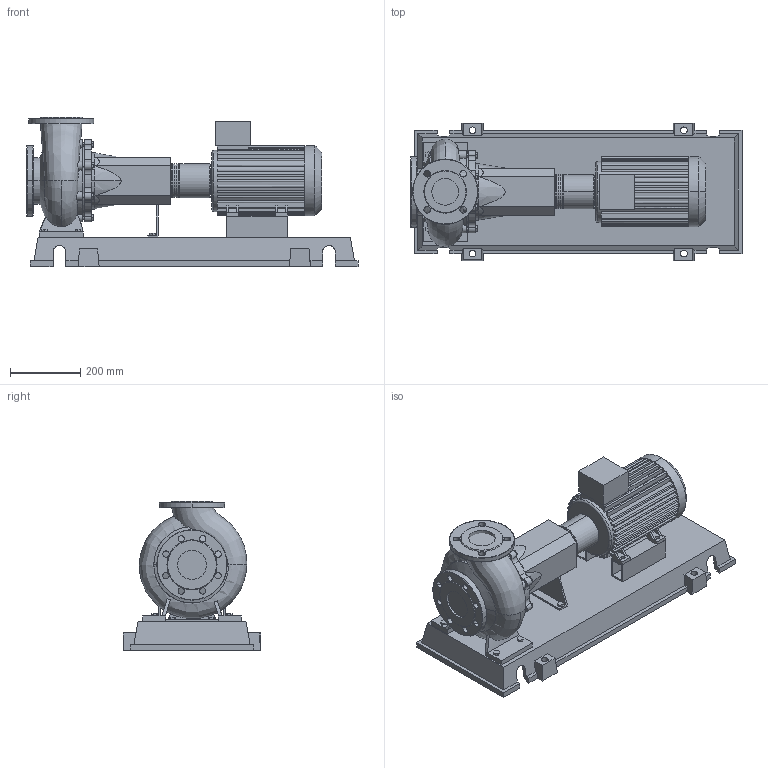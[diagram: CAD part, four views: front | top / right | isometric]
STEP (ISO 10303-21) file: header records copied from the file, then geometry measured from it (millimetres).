
FILE_DESCRIPTION((''),'2;1');
FILE_NAME('3d_NL65_125-3-2-05-4109140.stp','2015-03-03T07:47:39',(''),(''),'Mechanical Desktop 2009','Mechanical Desktop 2009',', , ');
FILE_SCHEMA(('CONFIG_CONTROL_DESIGN'));
Length unit declared in the file: millimetre
Products named in the file (1): Product
Bounding box: 942.5 x 390 x 423 mm (x, y, z)
Volume: 29057943.1 mm3; surface area: 2369238.8 mm2
Topology: 13 solids, 13 shells, 806 faces, 2169 edges, 1425 vertices
Faces by surface type: plane 418, cylinder 191, bspline 177, cone 10, torus 10
Entity records: 29686 total; most frequent: CARTESIAN_POINT 9481, ORIENTED_EDGE 4340, DIRECTION 3953, EDGE_CURVE 2170, VERTEX_POINT 1424, VECTOR 1419, LINE 1419, AXIS2_PLACEMENT_3D 1267
